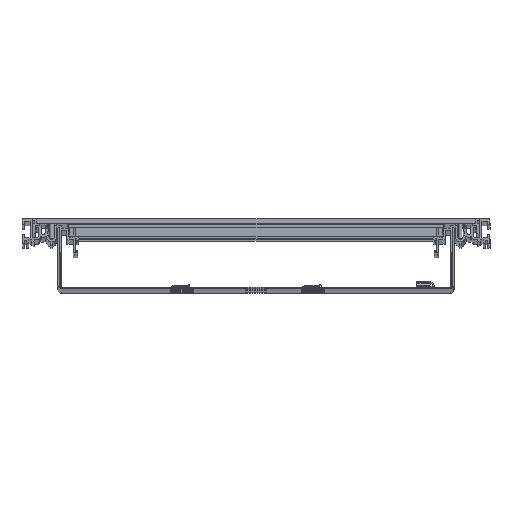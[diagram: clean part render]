
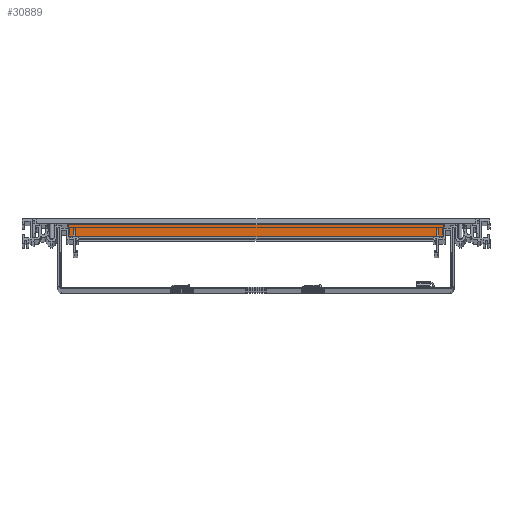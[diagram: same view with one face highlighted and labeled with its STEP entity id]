
A CAD part, top view. The second image highlights one B-rep face of the part: STEP entity #30889.
In plain terms, the highlighted face is planar.
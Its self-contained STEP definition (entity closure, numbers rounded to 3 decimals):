
#1395 = AXIS2_PLACEMENT_3D ( 'NONE', #46299, #12759, #13474 ) ;
#1617 = CARTESIAN_POINT ( 'NONE',  ( 19.65, 0., -161.25 ) ) ;
#2535 = DIRECTION ( 'NONE',  ( 0., 0., -1. ) ) ;
#3313 = VERTEX_POINT ( 'NONE', #46403 ) ;
#4774 = DIRECTION ( 'NONE',  ( 0., 1., 0. ) ) ;
#11262 = CARTESIAN_POINT ( 'NONE',  ( 19.65, 0., 161.25 ) ) ;
#11779 = VECTOR ( 'NONE', #24026, 1000. ) ;
#12759 = DIRECTION ( 'NONE',  ( -1., 0., 0. ) ) ;
#13474 = DIRECTION ( 'NONE',  ( 0., 0., 1. ) ) ;
#16971 = VECTOR ( 'NONE', #2535, 1000. ) ;
#20183 = FACE_OUTER_BOUND ( 'NONE', #43539, .T. ) ;
#20478 = VERTEX_POINT ( 'NONE', #23593 ) ;
#21145 = VERTEX_POINT ( 'NONE', #1617 ) ;
#23593 = CARTESIAN_POINT ( 'NONE',  ( 19.65, -10., -161.25 ) ) ;
#23702 = ORIENTED_EDGE ( 'NONE', *, *, #43781, .F. ) ;
#24026 = DIRECTION ( 'NONE',  ( 0., 1., 0. ) ) ;
#25890 = DIRECTION ( 'NONE',  ( 0., 0., -1. ) ) ;
#28313 = PLANE ( 'NONE',  #1395 ) ;
#28328 = ORIENTED_EDGE ( 'NONE', *, *, #44298, .T. ) ;
#29303 = CARTESIAN_POINT ( 'NONE',  ( 19.65, -10., 161.25 ) ) ;
#30651 = LINE ( 'NONE', #37139, #43736 ) ;
#30889 = ADVANCED_FACE ( 'NONE', ( #20183 ), #28313, .F. ) ;
#31218 = CARTESIAN_POINT ( 'NONE',  ( 19.65, 0., -161.25 ) ) ;
#35053 = LINE ( 'NONE', #31218, #11779 ) ;
#35370 = CARTESIAN_POINT ( 'NONE',  ( 19.65, -10., 161.25 ) ) ;
#36866 = VECTOR ( 'NONE', #25890, 1000. ) ;
#37139 = CARTESIAN_POINT ( 'NONE',  ( 19.65, 0., 161.25 ) ) ;
#38748 = EDGE_CURVE ( 'NONE', #20478, #21145, #35053, .T. ) ;
#41442 = VERTEX_POINT ( 'NONE', #29303 ) ;
#42477 = ORIENTED_EDGE ( 'NONE', *, *, #38748, .T. ) ;
#43539 = EDGE_LOOP ( 'NONE', ( #42477, #23702, #44903, #28328 ) ) ;
#43736 = VECTOR ( 'NONE', #4774, 1000. ) ;
#43781 = EDGE_CURVE ( 'NONE', #3313, #21145, #44108, .T. ) ;
#43858 = EDGE_CURVE ( 'NONE', #41442, #3313, #30651, .T. ) ;
#44108 = LINE ( 'NONE', #11262, #36866 ) ;
#44298 = EDGE_CURVE ( 'NONE', #41442, #20478, #45924, .T. ) ;
#44903 = ORIENTED_EDGE ( 'NONE', *, *, #43858, .F. ) ;
#45924 = LINE ( 'NONE', #35370, #16971 ) ;
#46299 = CARTESIAN_POINT ( 'NONE',  ( 19.65, 0., 161.25 ) ) ;
#46403 = CARTESIAN_POINT ( 'NONE',  ( 19.65, 0., 161.25 ) ) ;
